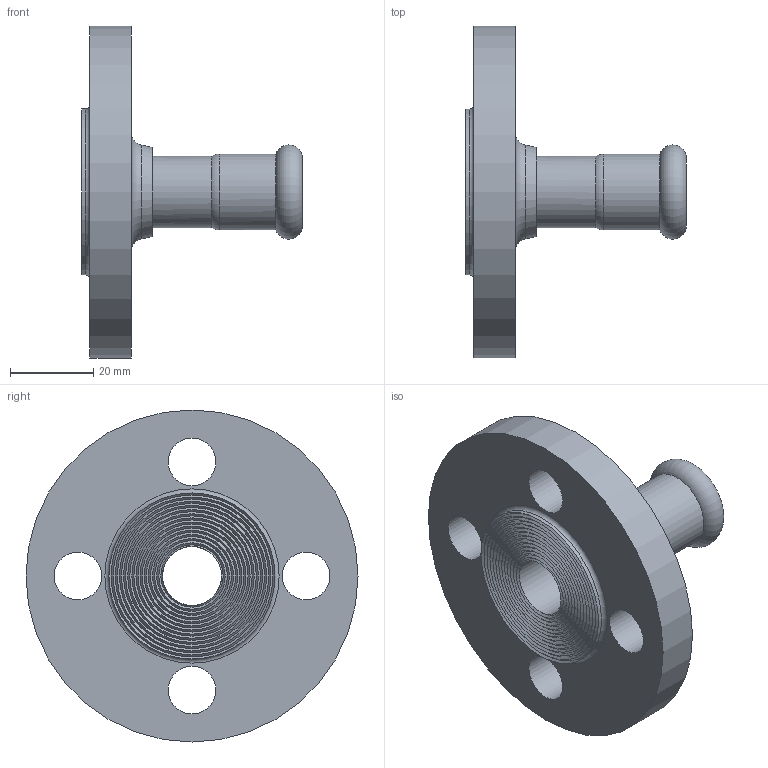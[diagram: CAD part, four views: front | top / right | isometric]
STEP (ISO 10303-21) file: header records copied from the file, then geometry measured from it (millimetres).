
FILE_DESCRIPTION(/* description */ ('MANICOTTO Ø15 CON FLANGIA PN6'),/* implementation_level */ '2;1');
FILE_NAME(/* name */ '193015002_Inoxpres.stp',/* time_stamp */ '2022-10-12T12:28:17+02:00',/* author */ ('Vault'),/* organization */ ('Raccorderie metalliche s.p.a. '),/* preprocessor_version */ 'ST-DEVELOPER v18.1',/* originating_system */ 'Autodesk Inventor 2020',/* authorisation */ 'Raccorderie metalliche s.p.a. ');
FILE_SCHEMA (('AUTOMOTIVE_DESIGN { 1 0 10303 214 3 1 1 }'));
Length unit declared in the file: millimetre
Products named in the file (1): 193015002_Inoxpres
Bounding box: 53.2 x 80 x 80 mm (x, y, z)
Volume: 51156.8 mm3; surface area: 18387.3 mm2
Topology: 1 solids, 1 shells, 50 faces, 161 edges, 114 vertices
Faces by surface type: cone 28, cylinder 12, torus 7, plane 3
Full cylindrical faces by diameter (mm): 11.5 x4, 14.2 x1, 15.3 x1, 15.7 x2, 17.2 x1, 18.3 x1, 40 x1, 80 x1
Entity records: 1947 total; most frequent: DIRECTION 384, CARTESIAN_POINT 326, ORIENTED_EDGE 322, AXIS2_PLACEMENT_3D 172, EDGE_CURVE 161, CIRCLE 121, VERTEX_POINT 114, EDGE_LOOP 61
